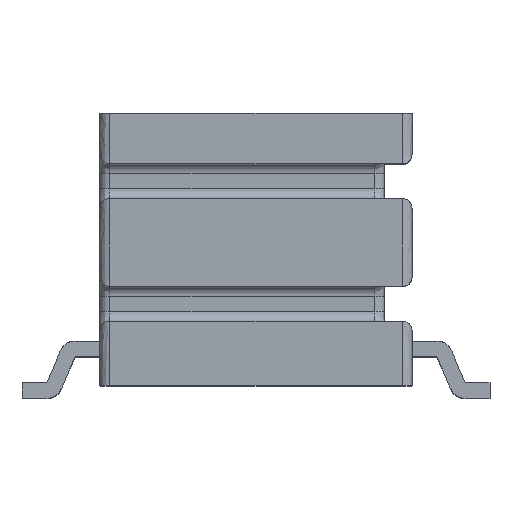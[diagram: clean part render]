
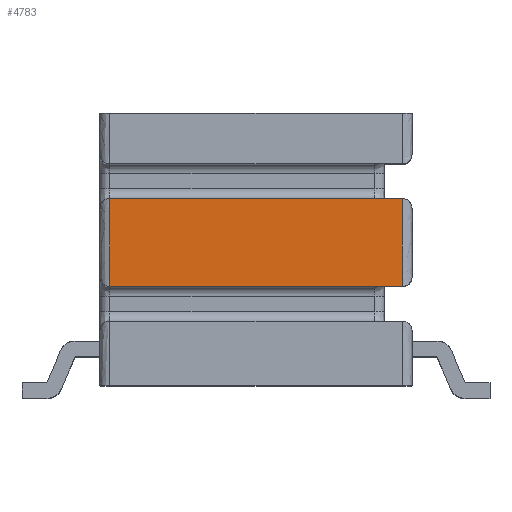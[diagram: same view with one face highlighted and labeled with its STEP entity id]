
A CAD part, top view. The second image highlights one B-rep face of the part: STEP entity #4783.
In plain terms, the highlighted free-form (B-spline) face has degree [1, 1] with [2, 2] control points.
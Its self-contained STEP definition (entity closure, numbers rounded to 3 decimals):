
#4783 = ADVANCED_FACE('',(#4784),#4798,.T.);
#4784 = FACE_BOUND('',#4785,.T.);
#4785 = EDGE_LOOP('',(#4786,#4808,#4823,#4838));
#4786 = ORIENTED_EDGE('',*,*,#4787,.T.);
#4787 = EDGE_CURVE('',#4788,#4790,#4792,.T.);
#4788 = VERTEX_POINT('',#4789);
#4789 = CARTESIAN_POINT('',(9.87,8.596,13.036
    ));
#4790 = VERTEX_POINT('',#4791);
#4791 = CARTESIAN_POINT('',(9.87,6.346,13.036
    ));
#4792 = SURFACE_CURVE('',#4793,(#4797),.PCURVE_S1.);
#4793 = LINE('',#4794,#4795);
#4794 = CARTESIAN_POINT('',(9.87,8.596,13.036
    ));
#4795 = VECTOR('',#4796,1.);
#4796 = DIRECTION('',(0.,-1.,0.));
#4797 = PCURVE('',#4798,#4803);
#4798 = B_SPLINE_SURFACE_WITH_KNOTS('',1,1,(
    (#4799,#4800)
    ,(#4801,#4802
    )),.UNSPECIFIED.,.F.,.F.,.F.,(2,2),(2,2),(0.,1.),(0.,1.),
  .PIECEWISE_BEZIER_KNOTS.);
#4799 = CARTESIAN_POINT('',(9.87,6.346,13.036
    ));
#4800 = CARTESIAN_POINT('',(9.87,8.596,13.036
    ));
#4801 = CARTESIAN_POINT('',(2.37,6.346,13.036
    ));
#4802 = CARTESIAN_POINT('',(2.37,8.596,13.036
    ));
#4803 = DEFINITIONAL_REPRESENTATION('',(#4804),#4807);
#4804 = B_SPLINE_CURVE_WITH_KNOTS('',1,(#4805,#4806),.UNSPECIFIED.,.F.,
  .F.,(2,2),(0.,2.25),.PIECEWISE_BEZIER_KNOTS.);
#4805 = CARTESIAN_POINT('',(0.,1.));
#4806 = CARTESIAN_POINT('',(0.,0.));
#4807 = ( GEOMETRIC_REPRESENTATION_CONTEXT(2) 
PARAMETRIC_REPRESENTATION_CONTEXT() REPRESENTATION_CONTEXT('2D SPACE',''
  ) );
#4808 = ORIENTED_EDGE('',*,*,#4809,.T.);
#4809 = EDGE_CURVE('',#4790,#4810,#4812,.T.);
#4810 = VERTEX_POINT('',#4811);
#4811 = CARTESIAN_POINT('',(2.37,6.346,13.036
    ));
#4812 = SURFACE_CURVE('',#4813,(#4817),.PCURVE_S1.);
#4813 = LINE('',#4814,#4815);
#4814 = CARTESIAN_POINT('',(9.87,6.346,13.036
    ));
#4815 = VECTOR('',#4816,1.);
#4816 = DIRECTION('',(-1.,0.,0.));
#4817 = PCURVE('',#4798,#4818);
#4818 = DEFINITIONAL_REPRESENTATION('',(#4819),#4822);
#4819 = B_SPLINE_CURVE_WITH_KNOTS('',1,(#4820,#4821),.UNSPECIFIED.,.F.,
  .F.,(2,2),(0.,7.5),.PIECEWISE_BEZIER_KNOTS.);
#4820 = CARTESIAN_POINT('',(0.,0.));
#4821 = CARTESIAN_POINT('',(1.,0.));
#4822 = ( GEOMETRIC_REPRESENTATION_CONTEXT(2) 
PARAMETRIC_REPRESENTATION_CONTEXT() REPRESENTATION_CONTEXT('2D SPACE',''
  ) );
#4823 = ORIENTED_EDGE('',*,*,#4824,.T.);
#4824 = EDGE_CURVE('',#4810,#4825,#4827,.T.);
#4825 = VERTEX_POINT('',#4826);
#4826 = CARTESIAN_POINT('',(2.37,8.596,13.036
    ));
#4827 = SURFACE_CURVE('',#4828,(#4832),.PCURVE_S1.);
#4828 = LINE('',#4829,#4830);
#4829 = CARTESIAN_POINT('',(2.37,6.346,13.036
    ));
#4830 = VECTOR('',#4831,1.);
#4831 = DIRECTION('',(0.,1.,0.));
#4832 = PCURVE('',#4798,#4833);
#4833 = DEFINITIONAL_REPRESENTATION('',(#4834),#4837);
#4834 = B_SPLINE_CURVE_WITH_KNOTS('',1,(#4835,#4836),.UNSPECIFIED.,.F.,
  .F.,(2,2),(0.,2.25),.PIECEWISE_BEZIER_KNOTS.);
#4835 = CARTESIAN_POINT('',(1.,0.));
#4836 = CARTESIAN_POINT('',(1.,1.));
#4837 = ( GEOMETRIC_REPRESENTATION_CONTEXT(2) 
PARAMETRIC_REPRESENTATION_CONTEXT() REPRESENTATION_CONTEXT('2D SPACE',''
  ) );
#4838 = ORIENTED_EDGE('',*,*,#4839,.T.);
#4839 = EDGE_CURVE('',#4825,#4788,#4840,.T.);
#4840 = SURFACE_CURVE('',#4841,(#4845),.PCURVE_S1.);
#4841 = LINE('',#4842,#4843);
#4842 = CARTESIAN_POINT('',(2.37,8.596,13.036
    ));
#4843 = VECTOR('',#4844,1.);
#4844 = DIRECTION('',(1.,0.,0.));
#4845 = PCURVE('',#4798,#4846);
#4846 = DEFINITIONAL_REPRESENTATION('',(#4847),#4850);
#4847 = B_SPLINE_CURVE_WITH_KNOTS('',1,(#4848,#4849),.UNSPECIFIED.,.F.,
  .F.,(2,2),(0.,7.5),.PIECEWISE_BEZIER_KNOTS.);
#4848 = CARTESIAN_POINT('',(1.,1.));
#4849 = CARTESIAN_POINT('',(0.,1.));
#4850 = ( GEOMETRIC_REPRESENTATION_CONTEXT(2) 
PARAMETRIC_REPRESENTATION_CONTEXT() REPRESENTATION_CONTEXT('2D SPACE',''
  ) );
